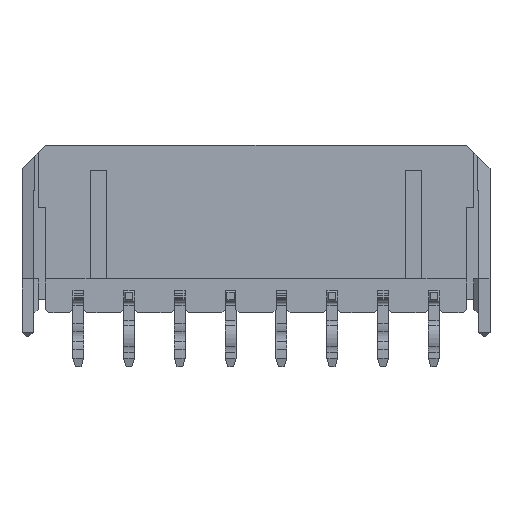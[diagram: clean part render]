
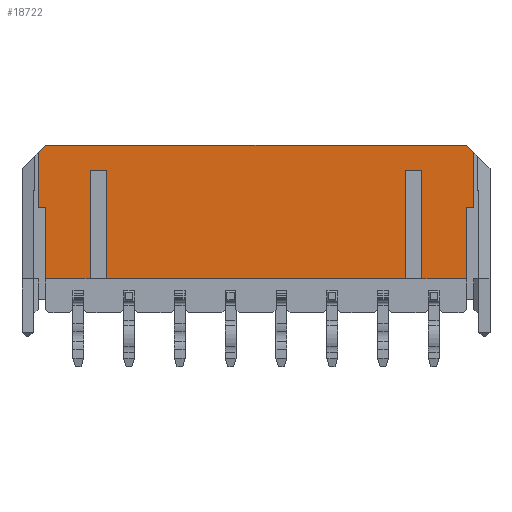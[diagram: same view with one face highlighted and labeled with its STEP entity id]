
A CAD part, front view. The second image highlights one B-rep face of the part: STEP entity #18722.
In plain terms, the highlighted planar face has unit normal (0, -1, 0).
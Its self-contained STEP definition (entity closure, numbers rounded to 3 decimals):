
#2724=DIRECTION('',(0.,0.,1.));
#2725=VECTOR('',#2724,3.255);
#2726=CARTESIAN_POINT('',(27.865,0.45,-4.486));
#2727=LINE('',#2726,#2725);
#2740=DIRECTION('',(-1.,0.,0.));
#2741=VECTOR('',#2740,0.43);
#2742=CARTESIAN_POINT('',(27.865,0.45,-4.486));
#2743=LINE('',#2742,#2741);
#2744=DIRECTION('',(0.,0.,-1.));
#2745=VECTOR('',#2744,4.2);
#2746=CARTESIAN_POINT('',(27.435,0.45,-4.486));
#2747=LINE('',#2746,#2745);
#2748=DIRECTION('',(0.,0.,1.));
#2749=VECTOR('',#2748,4.2);
#2750=CARTESIAN_POINT('',(2.565,0.45,-8.686));
#2751=LINE('',#2750,#2749);
#2752=DIRECTION('',(0.707,0.,0.707));
#2753=VECTOR('',#2752,0.629);
#2754=CARTESIAN_POINT('',(2.135,0.45,-1.231));
#2755=LINE('',#2754,#2753);
#2756=DIRECTION('',(1.,0.,0.));
#2757=VECTOR('',#2756,24.84);
#2758=CARTESIAN_POINT('',(2.58,0.45,-0.786));
#2759=LINE('',#2758,#2757);
#2760=DIRECTION('',(0.707,0.,-0.707));
#2761=VECTOR('',#2760,0.629);
#2762=CARTESIAN_POINT('',(27.42,0.45,-0.786));
#2763=LINE('',#2762,#2761);
#2776=DIRECTION('',(1.,0.,0.));
#2777=VECTOR('',#2776,2.635);
#2778=CARTESIAN_POINT('',(2.565,0.45,-8.686));
#2779=LINE('',#2778,#2777);
#2780=DIRECTION('',(1.,0.,0.));
#2781=VECTOR('',#2780,17.6);
#2782=CARTESIAN_POINT('',(6.2,0.45,-8.686));
#2783=LINE('',#2782,#2781);
#2784=DIRECTION('',(1.,0.,0.));
#2785=VECTOR('',#2784,2.635);
#2786=CARTESIAN_POINT('',(24.8,0.45,-8.686));
#2787=LINE('',#2786,#2785);
#2792=DIRECTION('',(0.,0.,1.));
#2793=VECTOR('',#2792,6.4);
#2794=CARTESIAN_POINT('',(5.2,0.45,-8.686));
#2795=LINE('',#2794,#2793);
#2796=DIRECTION('',(1.,0.,0.));
#2797=VECTOR('',#2796,1.);
#2798=CARTESIAN_POINT('',(5.2,0.45,-2.286));
#2799=LINE('',#2798,#2797);
#2812=DIRECTION('',(0.,0.,-1.));
#2813=VECTOR('',#2812,6.4);
#2814=CARTESIAN_POINT('',(6.2,0.45,-2.286));
#2815=LINE('',#2814,#2813);
#2836=DIRECTION('',(0.,0.,1.));
#2837=VECTOR('',#2836,6.4);
#2838=CARTESIAN_POINT('',(23.8,0.45,-8.686));
#2839=LINE('',#2838,#2837);
#2844=DIRECTION('',(1.,0.,0.));
#2845=VECTOR('',#2844,1.);
#2846=CARTESIAN_POINT('',(23.8,0.45,-2.286));
#2847=LINE('',#2846,#2845);
#2868=DIRECTION('',(0.,0.,-1.));
#2869=VECTOR('',#2868,6.4);
#2870=CARTESIAN_POINT('',(24.8,0.45,-2.286));
#2871=LINE('',#2870,#2869);
#2880=DIRECTION('',(1.,0.,0.));
#2881=VECTOR('',#2880,0.43);
#2882=CARTESIAN_POINT('',(2.135,0.45,-4.486));
#2883=LINE('',#2882,#2881);
#2908=DIRECTION('',(0.,0.,-1.));
#2909=VECTOR('',#2908,3.255);
#2910=CARTESIAN_POINT('',(2.135,0.45,-1.231));
#2911=LINE('',#2910,#2909);
#11301=CARTESIAN_POINT('',(27.42,0.45,-0.786));
#11302=VERTEX_POINT('',#11301);
#11303=CARTESIAN_POINT('',(2.58,0.45,-0.786));
#11304=VERTEX_POINT('',#11303);
#11392=CARTESIAN_POINT('',(2.135,0.45,-1.231));
#11394=VERTEX_POINT('',#11392);
#11537=CARTESIAN_POINT('',(27.865,0.45,-1.231));
#11538=VERTEX_POINT('',#11537);
#12519=CARTESIAN_POINT('',(27.865,0.45,-4.486));
#12520=VERTEX_POINT('',#12519);
#12521=CARTESIAN_POINT('',(27.435,0.45,-4.486));
#12522=VERTEX_POINT('',#12521);
#12523=CARTESIAN_POINT('',(27.435,0.45,-8.686));
#12524=VERTEX_POINT('',#12523);
#12525=CARTESIAN_POINT('',(24.8,0.45,-8.686));
#12526=VERTEX_POINT('',#12525);
#12527=CARTESIAN_POINT('',(24.8,0.45,-2.286));
#12528=VERTEX_POINT('',#12527);
#12529=CARTESIAN_POINT('',(23.8,0.45,-2.286));
#12530=VERTEX_POINT('',#12529);
#12531=CARTESIAN_POINT('',(23.8,0.45,-8.686));
#12532=VERTEX_POINT('',#12531);
#12533=CARTESIAN_POINT('',(6.2,0.45,-8.686));
#12534=VERTEX_POINT('',#12533);
#12535=CARTESIAN_POINT('',(6.2,0.45,-2.286));
#12536=VERTEX_POINT('',#12535);
#12537=CARTESIAN_POINT('',(5.2,0.45,-2.286));
#12538=VERTEX_POINT('',#12537);
#12539=CARTESIAN_POINT('',(5.2,0.45,-8.686));
#12540=VERTEX_POINT('',#12539);
#12541=CARTESIAN_POINT('',(2.565,0.45,-8.686));
#12542=VERTEX_POINT('',#12541);
#12543=CARTESIAN_POINT('',(2.565,0.45,-4.486));
#12544=VERTEX_POINT('',#12543);
#12545=CARTESIAN_POINT('',(2.135,0.45,-4.486));
#12546=VERTEX_POINT('',#12545);
#18684=CARTESIAN_POINT('',(15.,0.45,-4.736));
#18685=DIRECTION('',(0.,1.,0.));
#18686=DIRECTION('',(1.,0.,0.));
#18687=AXIS2_PLACEMENT_3D('',#18684,#18685,#18686);
#18688=PLANE('',#18687);
#18689=ORIENTED_EDGE('',*,*,#18665,.F.);
#18690=ORIENTED_EDGE('',*,*,#18678,.T.);
#18691=ORIENTED_EDGE('',*,*,#18202,.T.);
#18693=ORIENTED_EDGE('',*,*,#18692,.F.);
#18695=ORIENTED_EDGE('',*,*,#18694,.F.);
#18697=ORIENTED_EDGE('',*,*,#18696,.F.);
#18699=ORIENTED_EDGE('',*,*,#18698,.F.);
#18701=ORIENTED_EDGE('',*,*,#18700,.F.);
#18703=ORIENTED_EDGE('',*,*,#18702,.F.);
#18705=ORIENTED_EDGE('',*,*,#18704,.F.);
#18707=ORIENTED_EDGE('',*,*,#18706,.F.);
#18709=ORIENTED_EDGE('',*,*,#18708,.F.);
#18710=ORIENTED_EDGE('',*,*,#16293,.T.);
#18712=ORIENTED_EDGE('',*,*,#18711,.F.);
#18714=ORIENTED_EDGE('',*,*,#18713,.F.);
#18716=ORIENTED_EDGE('',*,*,#18715,.T.);
#18718=ORIENTED_EDGE('',*,*,#18717,.T.);
#18719=ORIENTED_EDGE('',*,*,#18647,.T.);
#18720=EDGE_LOOP('',(#18689,#18690,#18691,#18693,#18695,#18697,#18699,#18701,
#18703,#18705,#18707,#18709,#18710,#18712,#18714,#18716,#18718,#18719));
#18721=FACE_OUTER_BOUND('',#18720,.F.);
#18722=ADVANCED_FACE('',(#18721),#18688,.F.);
#16293=EDGE_CURVE('',#12542,#12544,#2751,.T.);
#18202=EDGE_CURVE('',#12522,#12524,#2747,.T.);
#18647=EDGE_CURVE('',#11302,#11538,#2763,.T.);
#18665=EDGE_CURVE('',#12520,#11538,#2727,.T.);
#18678=EDGE_CURVE('',#12520,#12522,#2743,.T.);
#18692=EDGE_CURVE('',#12526,#12524,#2787,.T.);
#18694=EDGE_CURVE('',#12528,#12526,#2871,.T.);
#18696=EDGE_CURVE('',#12530,#12528,#2847,.T.);
#18698=EDGE_CURVE('',#12532,#12530,#2839,.T.);
#18700=EDGE_CURVE('',#12534,#12532,#2783,.T.);
#18702=EDGE_CURVE('',#12536,#12534,#2815,.T.);
#18704=EDGE_CURVE('',#12538,#12536,#2799,.T.);
#18706=EDGE_CURVE('',#12540,#12538,#2795,.T.);
#18708=EDGE_CURVE('',#12542,#12540,#2779,.T.);
#18711=EDGE_CURVE('',#12546,#12544,#2883,.T.);
#18713=EDGE_CURVE('',#11394,#12546,#2911,.T.);
#18715=EDGE_CURVE('',#11394,#11304,#2755,.T.);
#18717=EDGE_CURVE('',#11304,#11302,#2759,.T.);
